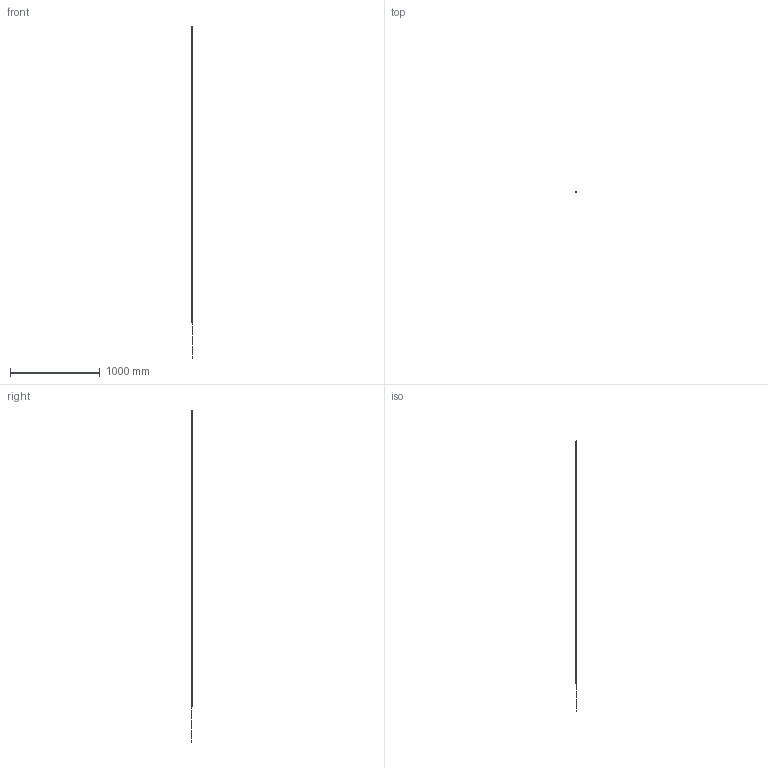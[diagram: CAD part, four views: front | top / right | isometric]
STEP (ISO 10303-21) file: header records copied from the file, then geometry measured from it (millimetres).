
FILE_DESCRIPTION (( 'STEP AP203' ), '1' );
FILE_NAME ('6008.step', '2015-09-17T15:44:17', ( '' ), ( '' ), 'SwSTEP 2.0', 'SolidWorks 2015', '' );
FILE_SCHEMA (( 'CONFIG_CONTROL_DESIGN' ));
Length unit declared in the file: millimetre
Products named in the file (1): 6008
Bounding box: 17.91 x 9.92 x 3693 mm (x, y, z)
Volume: 365640.4 mm3; surface area: 165196.6 mm2
Topology: 101 solids, 101 shells, 853 faces, 3054 edges, 1302 vertices
Faces by surface type: torus 556, plane 249, bspline 48
Entity records: 26917 total; most frequent: CARTESIAN_POINT 6754, DIRECTION 4726, ORIENTED_EDGE 3884, AXIS2_PLACEMENT_3D 2074, EDGE_CURVE 1942, VERTEX_POINT 1302, CIRCLE 1268, EDGE_LOOP 864
